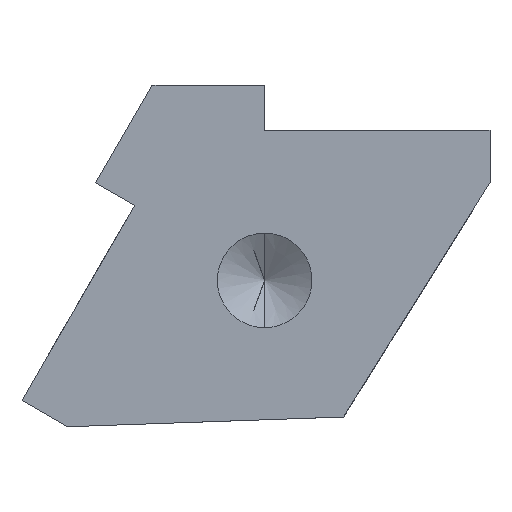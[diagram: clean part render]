
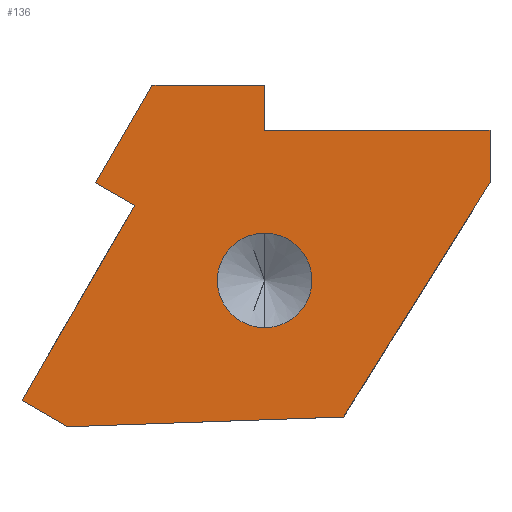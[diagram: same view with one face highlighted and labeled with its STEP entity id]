
A CAD part, front view. The second image highlights one B-rep face of the part: STEP entity #136.
In plain terms, the highlighted planar face has unit normal (0, -1, 0).
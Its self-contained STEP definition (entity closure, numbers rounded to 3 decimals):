
#2 = CARTESIAN_POINT ( 'NONE',  ( 0., 0., 0. ) ) ;
#21 = EDGE_LOOP ( 'NONE', ( #699, #523, #492, #167, #501, #681, #362, #987, #921, #331 ) ) ;
#47 = VERTEX_POINT ( 'NONE', #539 ) ;
#73 = AXIS2_PLACEMENT_3D ( 'NONE', #698, #776, #690 ) ;
#76 = LINE ( 'NONE', #295, #601 ) ;
#77 = DIRECTION ( 'NONE',  ( -0.5, 0., -0.866 ) ) ;
#84 = CARTESIAN_POINT ( 'NONE',  ( 5., 0., 0. ) ) ;
#98 = VECTOR ( 'NONE', #231, 1000. ) ;
#101 = VERTEX_POINT ( 'NONE', #758 ) ;
#114 = EDGE_LOOP ( 'NONE', ( #400, #753 ) ) ;
#118 = LINE ( 'NONE', #832, #98 ) ;
#126 = LINE ( 'NONE', #208, #534 ) ;
#135 = VECTOR ( 'NONE', #262, 1000. ) ;
#136 = ADVANCED_FACE ( 'NONE', ( #988, #962 ), #905, .F. ) ;
#152 = LINE ( 'NONE', #204, #830 ) ;
#154 = LINE ( 'NONE', #839, #334 ) ;
#159 = AXIS2_PLACEMENT_3D ( 'NONE', #639, #719, #633 ) ;
#167 = ORIENTED_EDGE ( 'NONE', *, *, #185, .F. ) ;
#185 = EDGE_CURVE ( 'NONE', #913, #257, #928, .T. ) ;
#187 = VERTEX_POINT ( 'NONE', #296 ) ;
#201 = VERTEX_POINT ( 'NONE', #84 ) ;
#204 = CARTESIAN_POINT ( 'NONE',  ( -0.768, 0., -5.33 ) ) ;
#208 = CARTESIAN_POINT ( 'NONE',  ( -3.75, 0., -15.155 ) ) ;
#221 = EDGE_CURVE ( 'NONE', #101, #201, #329, .T. ) ;
#225 = VECTOR ( 'NONE', #859, 1000. ) ;
#229 = VECTOR ( 'NONE', #378, 1000. ) ;
#231 = DIRECTION ( 'NONE',  ( 0., 0., -1. ) ) ;
#241 = VERTEX_POINT ( 'NONE', #469 ) ;
#257 = VERTEX_POINT ( 'NONE', #2 ) ;
#262 = DIRECTION ( 'NONE',  ( -1., 0., 0. ) ) ;
#264 = CIRCLE ( 'NONE', #159, 2.1 ) ;
#271 = EDGE_CURVE ( 'NONE', #784, #47, #969, .T. ) ;
#278 = EDGE_CURVE ( 'NONE', #854, #241, #76, .T. ) ;
#290 = VERTEX_POINT ( 'NONE', #390 ) ;
#295 = CARTESIAN_POINT ( 'NONE',  ( -5.768, 0., -13.99 ) ) ;
#296 = CARTESIAN_POINT ( 'NONE',  ( 8.5, 0., -14.722 ) ) ;
#306 = CARTESIAN_POINT ( 'NONE',  ( -2.5, 0., -4.33 ) ) ;
#323 = CARTESIAN_POINT ( 'NONE',  ( 0., 0., 0. ) ) ;
#329 = LINE ( 'NONE', #857, #722 ) ;
#331 = ORIENTED_EDGE ( 'NONE', *, *, #756, .F. ) ;
#334 = VECTOR ( 'NONE', #617, 1000. ) ;
#343 = LINE ( 'NONE', #731, #135 ) ;
#357 = DIRECTION ( 'NONE',  ( -0.866, 0., 0.5 ) ) ;
#362 = ORIENTED_EDGE ( 'NONE', *, *, #643, .F. ) ;
#368 = DIRECTION ( 'NONE',  ( 0., 1., 0. ) ) ;
#378 = DIRECTION ( 'NONE',  ( -0.53, 0., -0.848 ) ) ;
#380 = CARTESIAN_POINT ( 'NONE',  ( 0., 0., 0. ) ) ;
#390 = CARTESIAN_POINT ( 'NONE',  ( -3.75, 0., -15.155 ) ) ;
#392 = EDGE_CURVE ( 'NONE', #257, #201, #896, .T. ) ;
#398 = DIRECTION ( 'NONE',  ( 0., 0., 1. ) ) ;
#400 = ORIENTED_EDGE ( 'NONE', *, *, #409, .F. ) ;
#403 = CARTESIAN_POINT ( 'NONE',  ( -0.768, 0., -5.33 ) ) ;
#409 = EDGE_CURVE ( 'NONE', #47, #784, #264, .T. ) ;
#425 = VECTOR ( 'NONE', #934, 1000. ) ;
#469 = CARTESIAN_POINT ( 'NONE',  ( -5.768, 0., -13.99 ) ) ;
#492 = ORIENTED_EDGE ( 'NONE', *, *, #392, .F. ) ;
#501 = ORIENTED_EDGE ( 'NONE', *, *, #658, .T. ) ;
#523 = ORIENTED_EDGE ( 'NONE', *, *, #221, .T. ) ;
#534 = VECTOR ( 'NONE', #357, 1000. ) ;
#539 = CARTESIAN_POINT ( 'NONE',  ( 5., 0., -10.76 ) ) ;
#563 = EDGE_CURVE ( 'NONE', #656, #101, #343, .T. ) ;
#601 = VECTOR ( 'NONE', #77, 1000. ) ;
#617 = DIRECTION ( 'NONE',  ( -0.999, 0., -0.035 ) ) ;
#633 = DIRECTION ( 'NONE',  ( 0., 0., -1. ) ) ;
#639 = CARTESIAN_POINT ( 'NONE',  ( 5., 0., -8.66 ) ) ;
#643 = EDGE_CURVE ( 'NONE', #290, #241, #126, .T. ) ;
#655 = LINE ( 'NONE', #914, #229 ) ;
#656 = VERTEX_POINT ( 'NONE', #893 ) ;
#657 = DIRECTION ( 'NONE',  ( 0.866, 0., -0.5 ) ) ;
#658 = EDGE_CURVE ( 'NONE', #913, #854, #152, .T. ) ;
#681 = ORIENTED_EDGE ( 'NONE', *, *, #278, .T. ) ;
#690 = DIRECTION ( 'NONE',  ( 0., 0., -1. ) ) ;
#698 = CARTESIAN_POINT ( 'NONE',  ( 5., 0., -8.66 ) ) ;
#699 = ORIENTED_EDGE ( 'NONE', *, *, #563, .T. ) ;
#719 = DIRECTION ( 'NONE',  ( 0., -1., 0. ) ) ;
#722 = VECTOR ( 'NONE', #398, 1000. ) ;
#731 = CARTESIAN_POINT ( 'NONE',  ( 15., 0., -2. ) ) ;
#753 = ORIENTED_EDGE ( 'NONE', *, *, #271, .F. ) ;
#756 = EDGE_CURVE ( 'NONE', #656, #935, #118, .T. ) ;
#758 = CARTESIAN_POINT ( 'NONE',  ( 5., 0., -2. ) ) ;
#761 = CARTESIAN_POINT ( 'NONE',  ( 5., 0., -6.56 ) ) ;
#763 = CARTESIAN_POINT ( 'NONE',  ( 0., 0., 0. ) ) ;
#776 = DIRECTION ( 'NONE',  ( 0., -1., 0. ) ) ;
#777 = EDGE_CURVE ( 'NONE', #187, #290, #154, .T. ) ;
#784 = VERTEX_POINT ( 'NONE', #761 ) ;
#792 = EDGE_CURVE ( 'NONE', #935, #187, #655, .T. ) ;
#830 = VECTOR ( 'NONE', #657, 1000. ) ;
#832 = CARTESIAN_POINT ( 'NONE',  ( 15., 0., 0. ) ) ;
#839 = CARTESIAN_POINT ( 'NONE',  ( -3.75, 0., -15.155 ) ) ;
#854 = VERTEX_POINT ( 'NONE', #403 ) ;
#857 = CARTESIAN_POINT ( 'NONE',  ( 5., 0., -2. ) ) ;
#859 = DIRECTION ( 'NONE',  ( 1., 0., 0. ) ) ;
#866 = AXIS2_PLACEMENT_3D ( 'NONE', #763, #368, #912 ) ;
#876 = CARTESIAN_POINT ( 'NONE',  ( 15., 0., -4.33 ) ) ;
#893 = CARTESIAN_POINT ( 'NONE',  ( 15., 0., -2. ) ) ;
#896 = LINE ( 'NONE', #323, #225 ) ;
#905 = PLANE ( 'NONE',  #866 ) ;
#912 = DIRECTION ( 'NONE',  ( 0., 0., 1. ) ) ;
#913 = VERTEX_POINT ( 'NONE', #306 ) ;
#914 = CARTESIAN_POINT ( 'NONE',  ( 8.5, 0., -14.722 ) ) ;
#921 = ORIENTED_EDGE ( 'NONE', *, *, #792, .F. ) ;
#928 = LINE ( 'NONE', #380, #425 ) ;
#934 = DIRECTION ( 'NONE',  ( 0.5, 0., 0.866 ) ) ;
#935 = VERTEX_POINT ( 'NONE', #876 ) ;
#962 = FACE_OUTER_BOUND ( 'NONE', #21, .T. ) ;
#969 = CIRCLE ( 'NONE', #73, 2.1 ) ;
#987 = ORIENTED_EDGE ( 'NONE', *, *, #777, .F. ) ;
#988 = FACE_BOUND ( 'NONE', #114, .T. ) ;
